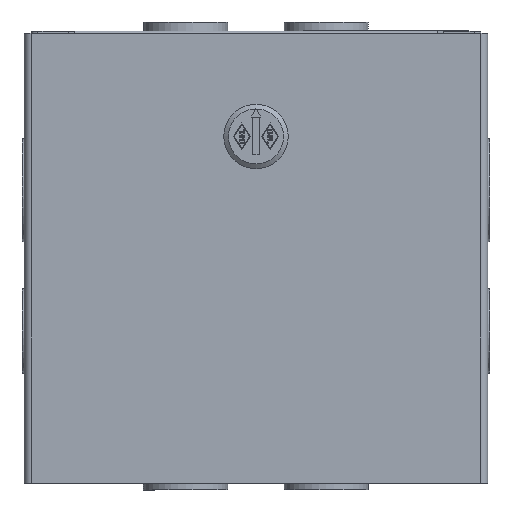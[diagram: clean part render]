
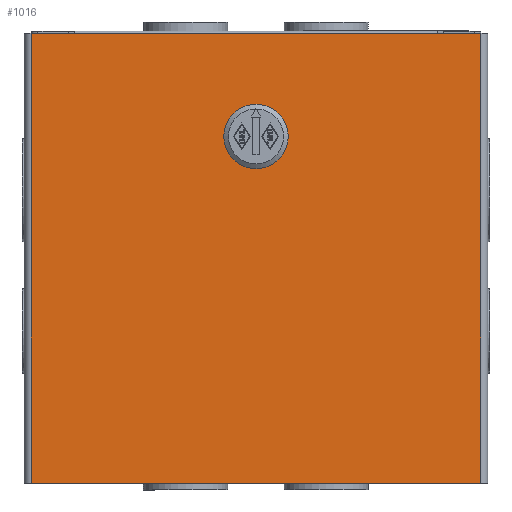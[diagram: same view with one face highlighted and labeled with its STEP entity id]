
A CAD part, front view. The second image highlights one B-rep face of the part: STEP entity #1016.
In plain terms, the highlighted planar face has unit normal (0, -1, 0).
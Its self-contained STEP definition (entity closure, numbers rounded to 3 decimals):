
#1016 = ADVANCED_FACE( '', ( #2249, #2250 ), #2251, .T. );
#2249 = FACE_BOUND( '', #3750, .T. );
#2250 = FACE_OUTER_BOUND( '', #3751, .T. );
#2251 = PLANE( '', #3752 );
#3750 = EDGE_LOOP( '', ( #6396, #6397, #6398, #6399 ) );
#3751 = EDGE_LOOP( '', ( #6400, #6401, #6402, #6403 ) );
#3752 = AXIS2_PLACEMENT_3D( '', #6404, #6405, #6406 );
#6396 = ORIENTED_EDGE( '', *, *, #9100, .F. );
#6397 = ORIENTED_EDGE( '', *, *, #9025, .F. );
#6398 = ORIENTED_EDGE( '', *, *, #9414, .F. );
#6399 = ORIENTED_EDGE( '', *, *, #9415, .F. );
#6400 = ORIENTED_EDGE( '', *, *, #9416, .T. );
#6401 = ORIENTED_EDGE( '', *, *, #9417, .T. );
#6402 = ORIENTED_EDGE( '', *, *, #9418, .T. );
#6403 = ORIENTED_EDGE( '', *, *, #9419, .T. );
#6404 = CARTESIAN_POINT( '', ( 0., 0., 0. ) );
#6405 = DIRECTION( '', ( 0., -1., 0. ) );
#6406 = DIRECTION( '', ( 0., 0., -1. ) );
#9025 = EDGE_CURVE( '', #10849, #10851, #10852, .T. );
#9100 = EDGE_CURVE( '', #10851, #10964, #10965, .T. );
#9414 = EDGE_CURVE( '', #11419, #10849, #11420, .T. );
#9415 = EDGE_CURVE( '', #10964, #11419, #11421, .T. );
#9416 = EDGE_CURVE( '', #11422, #11423, #11424, .T. );
#9417 = EDGE_CURVE( '', #11423, #11425, #11426, .T. );
#9418 = EDGE_CURVE( '', #11425, #11427, #11428, .T. );
#9419 = EDGE_CURVE( '', #11427, #11422, #11429, .T. );
#10849 = VERTEX_POINT( '', #13513 );
#10851 = VERTEX_POINT( '', #13516 );
#10852 = LINE( '', #13517, #13518 );
#10964 = VERTEX_POINT( '', #13735 );
#10965 = CIRCLE( '', #13736, 9.716 );
#11419 = VERTEX_POINT( '', #14492 );
#11420 = CIRCLE( '', #14493, 9.716 );
#11421 = LINE( '', #14494, #14495 );
#11422 = VERTEX_POINT( '', #14496 );
#11423 = VERTEX_POINT( '', #14497 );
#11424 = LINE( '', #14498, #14499 );
#11425 = VERTEX_POINT( '', #14500 );
#11426 = LINE( '', #14501, #14502 );
#11427 = VERTEX_POINT( '', #14503 );
#11428 = LINE( '', #14504, #14505 );
#11429 = LINE( '', #14506, #14507 );
#13513 = CARTESIAN_POINT( '', ( 5.322, 0., 49.403 ) );
#13516 = CARTESIAN_POINT( '', ( -5.322, 0., 49.403 ) );
#13517 = CARTESIAN_POINT( '', ( -5.322, 0., 49.403 ) );
#13518 = VECTOR( '', #16100, 1000. );
#13735 = CARTESIAN_POINT( '', ( -5.322, 0., 33.147 ) );
#13736 = AXIS2_PLACEMENT_3D( '', #16172, #16173, #16174 );
#14492 = CARTESIAN_POINT( '', ( 5.322, 0., 33.147 ) );
#14493 = AXIS2_PLACEMENT_3D( '', #16481, #16482, #16483 );
#14494 = CARTESIAN_POINT( '', ( -5.322, 0., 33.147 ) );
#14495 = VECTOR( '', #16484, 1000. );
#14496 = CARTESIAN_POINT( '', ( 76.149, 0., 76.2 ) );
#14497 = CARTESIAN_POINT( '', ( -76.149, 0., 76.2 ) );
#14498 = CARTESIAN_POINT( '', ( 78.486, 0., 76.2 ) );
#14499 = VECTOR( '', #16485, 1000. );
#14500 = CARTESIAN_POINT( '', ( -76.149, 0., -76.2 ) );
#14501 = CARTESIAN_POINT( '', ( -76.149, 0., 76.2 ) );
#14502 = VECTOR( '', #16486, 1000. );
#14503 = CARTESIAN_POINT( '', ( 76.149, 0., -76.2 ) );
#14504 = CARTESIAN_POINT( '', ( -78.486, 0., -76.2 ) );
#14505 = VECTOR( '', #16487, 1000. );
#14506 = CARTESIAN_POINT( '', ( 76.149, 0., -76.2 ) );
#14507 = VECTOR( '', #16488, 1000. );
#16100 = DIRECTION( '', ( -1., 0., 0. ) );
#16172 = CARTESIAN_POINT( '', ( 0., 0., 41.275 ) );
#16173 = DIRECTION( '', ( 0., -1., 0. ) );
#16174 = DIRECTION( '', ( 0., 0., 1. ) );
#16481 = CARTESIAN_POINT( '', ( 0., 0., 41.275 ) );
#16482 = DIRECTION( '', ( 0., -1., 0. ) );
#16483 = DIRECTION( '', ( 0., 0., 1. ) );
#16484 = DIRECTION( '', ( 1., 0., 0. ) );
#16485 = DIRECTION( '', ( -1., 0., 0. ) );
#16486 = DIRECTION( '', ( 0., 0., -1. ) );
#16487 = DIRECTION( '', ( 1., 0., 0. ) );
#16488 = DIRECTION( '', ( 0., 0., 1. ) );
